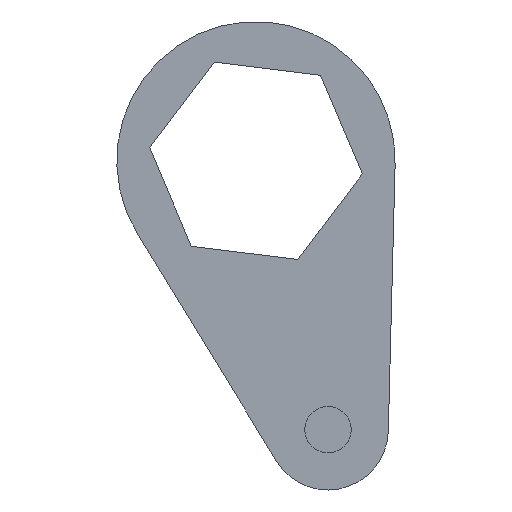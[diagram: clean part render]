
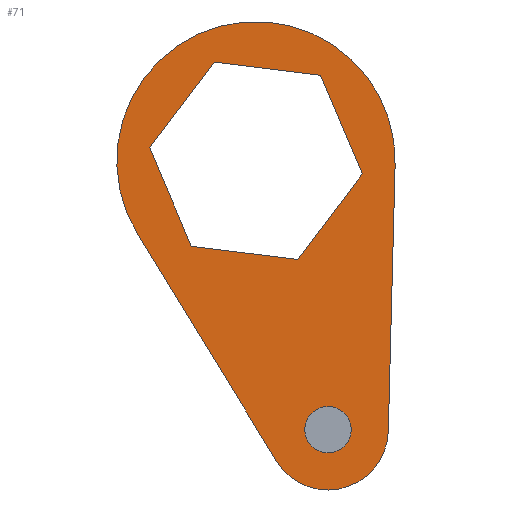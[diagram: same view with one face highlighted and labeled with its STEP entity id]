
A CAD part, left-side view. The second image highlights one B-rep face of the part: STEP entity #71.
In plain terms, the highlighted planar face has unit normal (-1, 0, 0).
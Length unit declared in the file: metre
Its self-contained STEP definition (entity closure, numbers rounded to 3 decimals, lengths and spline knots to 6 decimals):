
#71 = ADVANCED_FACE( '', ( #142, #143, #144 ), #145, .F. );
#142 = FACE_OUTER_BOUND( '', #241, .T. );
#143 = FACE_BOUND( '', #242, .T. );
#144 = FACE_BOUND( '', #243, .T. );
#145 = PLANE( '', #244 );
#241 = EDGE_LOOP( '', ( #362, #363, #364, #365 ) );
#242 = EDGE_LOOP( '', ( #366, #367, #368, #369, #370, #371 ) );
#243 = EDGE_LOOP( '', ( #372 ) );
#244 = AXIS2_PLACEMENT_3D( '', #373, #374, #375 );
#362 = ORIENTED_EDGE( '', *, *, #416, .T. );
#363 = ORIENTED_EDGE( '', *, *, #385, .F. );
#364 = ORIENTED_EDGE( '', *, *, #414, .F. );
#365 = ORIENTED_EDGE( '', *, *, #395, .F. );
#366 = ORIENTED_EDGE( '', *, *, #431, .T. );
#367 = ORIENTED_EDGE( '', *, *, #434, .T. );
#368 = ORIENTED_EDGE( '', *, *, #411, .T. );
#369 = ORIENTED_EDGE( '', *, *, #390, .T. );
#370 = ORIENTED_EDGE( '', *, *, #429, .T. );
#371 = ORIENTED_EDGE( '', *, *, #424, .T. );
#372 = ORIENTED_EDGE( '', *, *, #419, .F. );
#373 = CARTESIAN_POINT( '', ( 0.078759, -2.733738, 0.964098 ) );
#374 = DIRECTION( '', ( 1., 0., 0. ) );
#375 = DIRECTION( '', ( 0., 1., 0. ) );
#385 = EDGE_CURVE( '', #437, #438, #439, .T. );
#390 = EDGE_CURVE( '', #446, #447, #448, .T. );
#395 = EDGE_CURVE( '', #455, #456, #457, .T. );
#411 = EDGE_CURVE( '', #481, #446, #482, .T. );
#414 = EDGE_CURVE( '', #456, #437, #485, .T. );
#416 = EDGE_CURVE( '', #455, #438, #487, .T. );
#419 = EDGE_CURVE( '', #491, #491, #492, .F. );
#424 = EDGE_CURVE( '', #498, #499, #500, .T. );
#429 = EDGE_CURVE( '', #447, #498, #505, .T. );
#431 = EDGE_CURVE( '', #499, #507, #508, .T. );
#434 = EDGE_CURVE( '', #507, #481, #511, .T. );
#437 = VERTEX_POINT( '', #514 );
#438 = VERTEX_POINT( '', #515 );
#439 = CIRCLE( '', #516, 0.01905 );
#446 = VERTEX_POINT( '', #525 );
#447 = VERTEX_POINT( '', #526 );
#448 = LINE( '', #527, #528 );
#455 = VERTEX_POINT( '', #538 );
#456 = VERTEX_POINT( '', #539 );
#457 = CIRCLE( '', #540, 0.008255 );
#481 = VERTEX_POINT( '', #573 );
#482 = LINE( '', #574, #575 );
#485 = LINE( '', #579, #580 );
#487 = LINE( '', #582, #583 );
#491 = VERTEX_POINT( '', #587 );
#492 = CIRCLE( '', #588, 0.003175 );
#498 = VERTEX_POINT( '', #594 );
#499 = VERTEX_POINT( '', #595 );
#500 = LINE( '', #596, #597 );
#505 = LINE( '', #604, #605 );
#507 = VERTEX_POINT( '', #607 );
#508 = LINE( '', #608, #609 );
#511 = LINE( '', #613, #614 );
#514 = CARTESIAN_POINT( '', ( 0.078759, -2.624232, 1.164117 ) );
#515 = CARTESIAN_POINT( '', ( 0.078759, -2.659526, 1.173574 ) );
#516 = AXIS2_PLACEMENT_3D( '', #616, #617, #618 );
#525 = CARTESIAN_POINT( '', ( 0.078759, -2.649321, 1.18576 ) );
#526 = CARTESIAN_POINT( '', ( 0.078759, -2.655035, 1.172254 ) );
#527 = CARTESIAN_POINT( '', ( 0.078759, -2.653607, 1.175631 ) );
#528 = VECTOR( '', #624, 1. );
#538 = CARTESIAN_POINT( '', ( 0.078759, -2.658595, 1.137047 ) );
#539 = CARTESIAN_POINT( '', ( 0.078759, -2.643301, 1.132949 ) );
#540 = AXIS2_PLACEMENT_3D( '', #628, #629, #630 );
#573 = CARTESIAN_POINT( '', ( 0.078759, -2.634768, 1.187565 ) );
#574 = CARTESIAN_POINT( '', ( 0.078759, -2.645683, 1.186211 ) );
#575 = VECTOR( '', #649, 1. );
#579 = CARTESIAN_POINT( '', ( 0.078759, -2.633767, 1.148533 ) );
#580 = VECTOR( '', #651, 1. );
#582 = CARTESIAN_POINT( '', ( 0.078759, -2.65906, 1.155311 ) );
#583 = VECTOR( '', #652, 1. );
#587 = CARTESIAN_POINT( '', ( 0.078759, -2.650343, 1.134082 ) );
#588 = AXIS2_PLACEMENT_3D( '', #656, #657, #658 );
#594 = CARTESIAN_POINT( '', ( 0.078759, -2.646196, 1.160553 ) );
#595 = CARTESIAN_POINT( '', ( 0.078759, -2.631642, 1.162358 ) );
#596 = CARTESIAN_POINT( '', ( 0.078759, -2.635281, 1.161907 ) );
#597 = VECTOR( '', #662, 1. );
#604 = CARTESIAN_POINT( '', ( 0.078759, -2.648405, 1.163479 ) );
#605 = VECTOR( '', #665, 1. );
#607 = CARTESIAN_POINT( '', ( 0.078759, -2.625929, 1.175864 ) );
#608 = CARTESIAN_POINT( '', ( 0.078759, -2.627357, 1.172487 ) );
#609 = VECTOR( '', #666, 1. );
#613 = CARTESIAN_POINT( '', ( 0.078759, -2.632558, 1.18464 ) );
#614 = VECTOR( '', #668, 1. );
#616 = CARTESIAN_POINT( '', ( 0.078759, -2.640482, 1.174059 ) );
#617 = DIRECTION( '', ( 1., 0., 0. ) );
#618 = DIRECTION( '', ( 0., 0., -1. ) );
#624 = DIRECTION( '', ( 0., -0.39, -0.921 ) );
#628 = CARTESIAN_POINT( '', ( 0.078759, -2.650343, 1.137257 ) );
#629 = DIRECTION( '', ( 1., 0., 0. ) );
#630 = DIRECTION( '', ( 0., 0., -1. ) );
#649 = DIRECTION( '', ( 0., -0.992, -0.123 ) );
#651 = DIRECTION( '', ( 0., 0.522, 0.853 ) );
#652 = DIRECTION( '', ( 0., -0.025, 1. ) );
#656 = CARTESIAN_POINT( '', ( 0.078759, -2.650343, 1.137257 ) );
#657 = DIRECTION( '', ( 1., 0., 0. ) );
#658 = DIRECTION( '', ( 0., 0., -1. ) );
#662 = DIRECTION( '', ( 0., 0.992, 0.123 ) );
#665 = DIRECTION( '', ( 0., 0.603, -0.798 ) );
#666 = DIRECTION( '', ( 0., 0.39, 0.921 ) );
#668 = DIRECTION( '', ( 0., -0.603, 0.798 ) );
